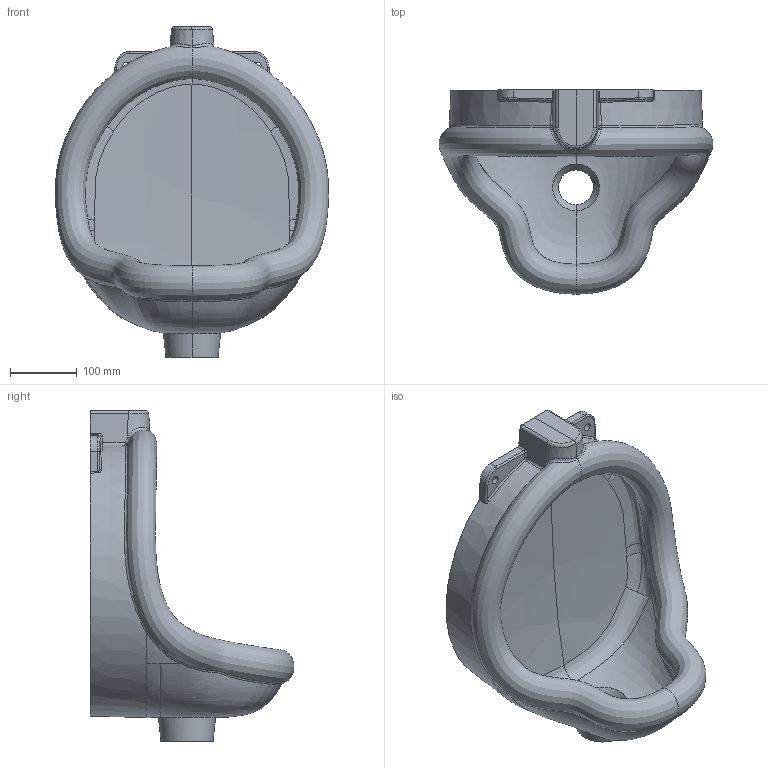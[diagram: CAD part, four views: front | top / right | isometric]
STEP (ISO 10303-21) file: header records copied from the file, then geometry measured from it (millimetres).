
FILE_DESCRIPTION(/* description */ (''),/* implementation_level */ '2;1');
FILE_NAME(/* name */ '圆形小~1',/* time_stamp */ '2021-04-19T09:58:12+08:00',/* author */ (''),/* organization */ (''),/* preprocessor_version */ 'ST-DEVELOPER v15',/* originating_system */ '',/* authorisation */ '');
FILE_SCHEMA (('AUTOMOTIVE_DESIGN'));
Length unit declared in the file: millimetre
Products named in the file (1): Document
Bounding box: 409.05 x 304.97 x 495 mm (x, y, z)
Volume: 7879213.9 mm3; surface area: 683688.6 mm2
Topology: 1 solids, 1 shells, 212 faces, 503 edges, 293 vertices
Faces by surface type: bspline 194, plane 18
Entity records: 70148 total; most frequent: CARTESIAN_POINT 67440, ORIENTED_EDGE 1002, EDGE_CURVE 501, VERTEX_POINT 293, EDGE_LOOP 220, ADVANCED_FACE 212, FACE_OUTER_BOUND 212, B_SPLINE_CURVE_WITH_KNOTS 139
